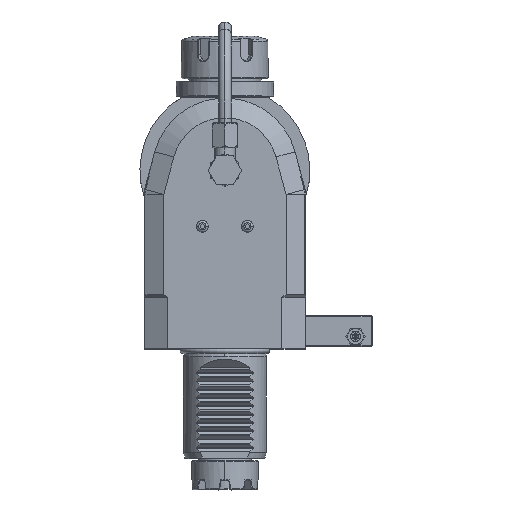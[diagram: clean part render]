
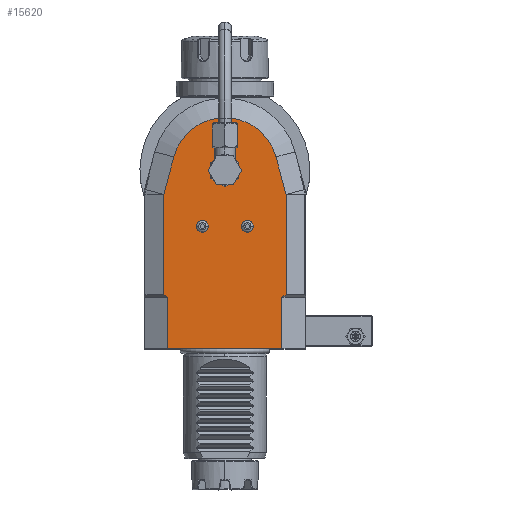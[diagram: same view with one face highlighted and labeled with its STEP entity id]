
A CAD part, top view. The second image highlights one B-rep face of the part: STEP entity #15620.
In plain terms, the highlighted planar face has unit normal (0, 0, 1).
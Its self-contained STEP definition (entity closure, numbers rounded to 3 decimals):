
#277=DIRECTION('',(-1.,0.,0.));
#278=VECTOR('',#277,55.);
#279=CARTESIAN_POINT('',(27.5,-86.,40.));
#280=LINE('',#279,#278);
#453=DIRECTION('',(0.,-1.,0.));
#454=VECTOR('',#453,25.);
#455=CARTESIAN_POINT('',(27.5,-61.,40.));
#456=LINE('',#455,#454);
#457=DIRECTION('',(0.,1.,0.));
#458=VECTOR('',#457,25.);
#459=CARTESIAN_POINT('',(-27.5,-86.,40.));
#460=LINE('',#459,#458);
#461=DIRECTION('',(0.894,-0.447,0.));
#462=VECTOR('',#461,2.236);
#463=CARTESIAN_POINT('',(-29.5,-60.,40.));
#464=LINE('',#463,#462);
#465=DIRECTION('',(0.,-1.,0.));
#466=VECTOR('',#465,48.363);
#467=CARTESIAN_POINT('',(-29.5,-11.637,40.));
#468=LINE('',#467,#466);
#469=CARTESIAN_POINT('',(-29.,-11.637,40.));
#470=DIRECTION('',(0.,0.,1.));
#471=DIRECTION('',(-0.966,0.259,0.));
#472=AXIS2_PLACEMENT_3D('',#469,#470,#471);
#474=DIRECTION('',(-0.259,-0.966,0.));
#475=VECTOR('',#474,18.746);
#476=CARTESIAN_POINT('',(-24.631,6.6,40.));
#477=LINE('',#476,#475);
#478=CARTESIAN_POINT('',(0.,0.,40.));
#479=DIRECTION('',(0.,0.,1.));
#480=DIRECTION('',(0.966,0.259,0.));
#481=AXIS2_PLACEMENT_3D('',#478,#479,#480);
#483=DIRECTION('',(-0.259,0.966,0.));
#484=VECTOR('',#483,18.746);
#485=CARTESIAN_POINT('',(29.483,-11.507,40.));
#486=LINE('',#485,#484);
#487=CARTESIAN_POINT('',(29.,-11.637,40.));
#488=DIRECTION('',(0.,0.,1.));
#489=DIRECTION('',(1.,0.,0.));
#490=AXIS2_PLACEMENT_3D('',#487,#488,#489);
#492=DIRECTION('',(0.,1.,0.));
#493=VECTOR('',#492,48.363);
#494=CARTESIAN_POINT('',(29.5,-60.,40.));
#495=LINE('',#494,#493);
#496=DIRECTION('',(0.894,0.447,0.));
#497=VECTOR('',#496,2.236);
#498=CARTESIAN_POINT('',(27.5,-61.,40.));
#499=LINE('',#498,#497);
#500=CARTESIAN_POINT('',(0.,0.,40.));
#501=DIRECTION('',(0.,0.,1.));
#502=DIRECTION('',(1.,0.,0.));
#503=AXIS2_PLACEMENT_3D('',#500,#501,#502);
#505=CARTESIAN_POINT('',(0.,0.,40.));
#506=DIRECTION('',(0.,0.,1.));
#507=DIRECTION('',(-1.,0.,0.));
#508=AXIS2_PLACEMENT_3D('',#505,#506,#507);
#510=CARTESIAN_POINT('',(10.864,-26.888,40.));
#511=DIRECTION('',(0.,0.,1.));
#512=DIRECTION('',(-1.,0.,0.));
#513=AXIS2_PLACEMENT_3D('',#510,#511,#512);
#515=CARTESIAN_POINT('',(10.864,-26.888,40.));
#516=DIRECTION('',(0.,0.,1.));
#517=DIRECTION('',(1.,0.,0.));
#518=AXIS2_PLACEMENT_3D('',#515,#516,#517);
#520=CARTESIAN_POINT('',(-10.864,-26.888,40.));
#521=DIRECTION('',(0.,0.,1.));
#522=DIRECTION('',(-1.,0.,0.));
#523=AXIS2_PLACEMENT_3D('',#520,#521,#522);
#525=CARTESIAN_POINT('',(-10.864,-26.888,40.));
#526=DIRECTION('',(0.,0.,1.));
#527=DIRECTION('',(1.,0.,0.));
#528=AXIS2_PLACEMENT_3D('',#525,#526,#527);
#13636=CARTESIAN_POINT('',(24.631,6.6,40.));
#13637=CARTESIAN_POINT('',(-24.631,6.6,40.));
#13638=VERTEX_POINT('',#13636);
#13639=VERTEX_POINT('',#13637);
#13644=CARTESIAN_POINT('',(-29.483,-11.507,40.));
#13645=VERTEX_POINT('',#13644);
#13646=CARTESIAN_POINT('',(29.483,-11.507,40.));
#13647=VERTEX_POINT('',#13646);
#13648=CARTESIAN_POINT('',(-29.5,-11.637,40.));
#13649=VERTEX_POINT('',#13648);
#13650=CARTESIAN_POINT('',(29.5,-11.637,40.));
#13651=VERTEX_POINT('',#13650);
#13669=CARTESIAN_POINT('',(29.5,-60.,40.));
#13671=VERTEX_POINT('',#13669);
#13678=CARTESIAN_POINT('',(-29.5,-60.,40.));
#13679=VERTEX_POINT('',#13678);
#13990=CARTESIAN_POINT('',(-13.714,-26.888,40.));
#13991=CARTESIAN_POINT('',(-8.014,-26.888,40.));
#13992=VERTEX_POINT('',#13990);
#13993=VERTEX_POINT('',#13991);
#14026=CARTESIAN_POINT('',(8.014,-26.888,40.));
#14027=CARTESIAN_POINT('',(13.714,-26.888,40.));
#14028=VERTEX_POINT('',#14026);
#14029=VERTEX_POINT('',#14027);
#14142=CARTESIAN_POINT('',(27.5,-61.,40.));
#14143=VERTEX_POINT('',#14142);
#14144=CARTESIAN_POINT('',(-27.5,-61.,40.));
#14145=VERTEX_POINT('',#14144);
#14819=CARTESIAN_POINT('',(6.5,0.,40.));
#14820=CARTESIAN_POINT('',(-6.5,0.,40.));
#14821=VERTEX_POINT('',#14819);
#14822=VERTEX_POINT('',#14820);
#14983=CARTESIAN_POINT('',(-27.5,-86.,40.));
#14985=VERTEX_POINT('',#14983);
#14988=CARTESIAN_POINT('',(27.5,-86.,40.));
#14990=VERTEX_POINT('',#14988);
#15573=CARTESIAN_POINT('',(0.,0.,40.));
#15574=DIRECTION('',(0.,0.,1.));
#15575=DIRECTION('',(1.,0.,0.));
#15576=AXIS2_PLACEMENT_3D('',#15573,#15574,#15575);
#15577=PLANE('',#15576);
#15579=ORIENTED_EDGE('',*,*,#15578,.T.);
#15580=ORIENTED_EDGE('',*,*,#15535,.T.);
#15581=ORIENTED_EDGE('',*,*,#15564,.T.);
#15583=ORIENTED_EDGE('',*,*,#15582,.F.);
#15585=ORIENTED_EDGE('',*,*,#15584,.F.);
#15587=ORIENTED_EDGE('',*,*,#15586,.F.);
#15589=ORIENTED_EDGE('',*,*,#15588,.F.);
#15591=ORIENTED_EDGE('',*,*,#15590,.F.);
#15593=ORIENTED_EDGE('',*,*,#15592,.F.);
#15595=ORIENTED_EDGE('',*,*,#15594,.F.);
#15597=ORIENTED_EDGE('',*,*,#15596,.F.);
#15599=ORIENTED_EDGE('',*,*,#15598,.F.);
#15600=EDGE_LOOP('',(#15579,#15580,#15581,#15583,#15585,#15587,#15589,#15591,
#15593,#15595,#15597,#15599));
#15601=FACE_OUTER_BOUND('',#15600,.F.);
#15603=ORIENTED_EDGE('',*,*,#15602,.T.);
#15605=ORIENTED_EDGE('',*,*,#15604,.T.);
#15606=EDGE_LOOP('',(#15603,#15605));
#15607=FACE_BOUND('',#15606,.F.);
#15609=ORIENTED_EDGE('',*,*,#15608,.T.);
#15611=ORIENTED_EDGE('',*,*,#15610,.T.);
#15612=EDGE_LOOP('',(#15609,#15611));
#15613=FACE_BOUND('',#15612,.F.);
#15615=ORIENTED_EDGE('',*,*,#15614,.T.);
#15617=ORIENTED_EDGE('',*,*,#15616,.T.);
#15618=EDGE_LOOP('',(#15615,#15617));
#15619=FACE_BOUND('',#15618,.F.);
#473=CIRCLE('',#472,0.5);
#482=CIRCLE('',#481,25.5);
#491=CIRCLE('',#490,0.5);
#504=CIRCLE('',#503,6.5);
#509=CIRCLE('',#508,6.5);
#514=CIRCLE('',#513,2.85);
#519=CIRCLE('',#518,2.85);
#524=CIRCLE('',#523,2.85);
#529=CIRCLE('',#528,2.85);
#15535=EDGE_CURVE('',#14990,#14985,#280,.T.);
#15564=EDGE_CURVE('',#14985,#14145,#460,.T.);
#15578=EDGE_CURVE('',#14143,#14990,#456,.T.);
#15582=EDGE_CURVE('',#13679,#14145,#464,.T.);
#15584=EDGE_CURVE('',#13649,#13679,#468,.T.);
#15586=EDGE_CURVE('',#13645,#13649,#473,.T.);
#15588=EDGE_CURVE('',#13639,#13645,#477,.T.);
#15590=EDGE_CURVE('',#13638,#13639,#482,.T.);
#15592=EDGE_CURVE('',#13647,#13638,#486,.T.);
#15594=EDGE_CURVE('',#13651,#13647,#491,.T.);
#15596=EDGE_CURVE('',#13671,#13651,#495,.T.);
#15598=EDGE_CURVE('',#14143,#13671,#499,.T.);
#15602=EDGE_CURVE('',#14821,#14822,#504,.T.);
#15604=EDGE_CURVE('',#14822,#14821,#509,.T.);
#15608=EDGE_CURVE('',#14028,#14029,#514,.T.);
#15610=EDGE_CURVE('',#14029,#14028,#519,.T.);
#15614=EDGE_CURVE('',#13992,#13993,#524,.T.);
#15616=EDGE_CURVE('',#13993,#13992,#529,.T.);
#15620=ADVANCED_FACE('',(#15601,#15607,#15613,#15619),#15577,.T.);
